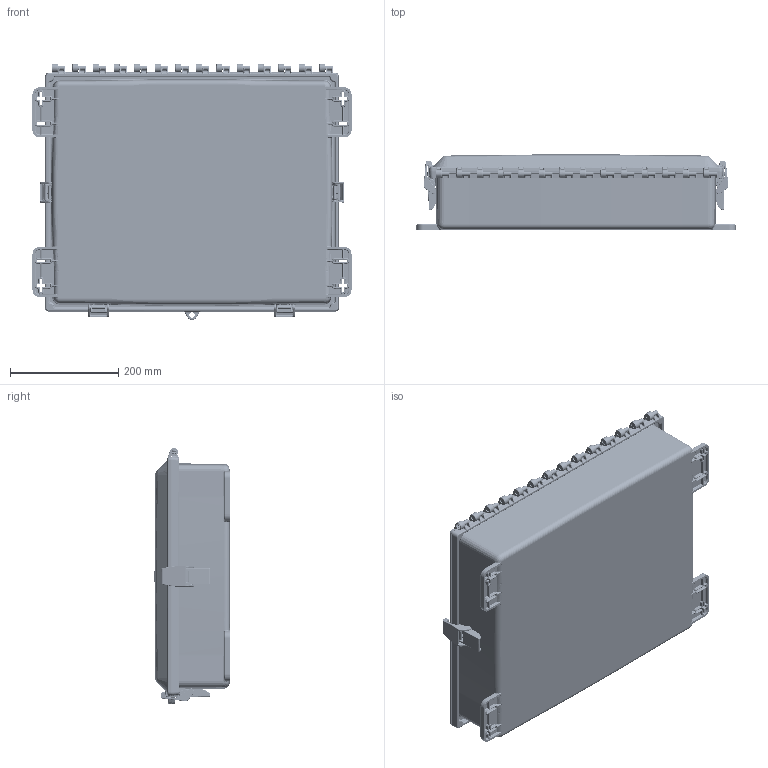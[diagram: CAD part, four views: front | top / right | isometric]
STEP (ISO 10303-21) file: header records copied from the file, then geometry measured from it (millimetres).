
FILE_DESCRIPTION (( 'STEP AP214' ), '1' );
FILE_NAME ('NBPCSL201604_3D.step', '2025-02-10T22:17:33', ( '' ), ( '' ), 'SwSTEP 2.0', 'SolidWorks 2022', '' );
FILE_SCHEMA (( 'AUTOMOTIVE_DESIGN' ));
Length unit declared in the file: inch
Products named in the file (1): NBPCSL201604_3D
Bounding box: 590.55 x 139 x 474.38 mm (x, y, z)
Volume: 3194657.3 mm3; surface area: 1604425.4 mm2
Topology: 19 solids, 19 shells, 5893 faces, 13767 edges, 7949 vertices
Faces by surface type: cylinder 2007, bspline 1465, plane 1148, torus 576, cone 567, sphere 130
Entity records: 291966 total; most frequent: CARTESIAN_POINT 174047, ORIENTED_EDGE 27508, DIRECTION 20874, EDGE_CURVE 13754, AXIS2_PLACEMENT_3D 8234, VERTEX_POINT 7949, EDGE_LOOP 6041, ADVANCED_FACE 5893
